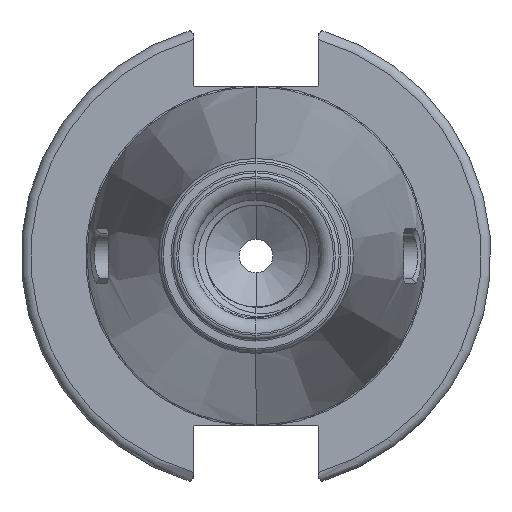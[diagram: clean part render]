
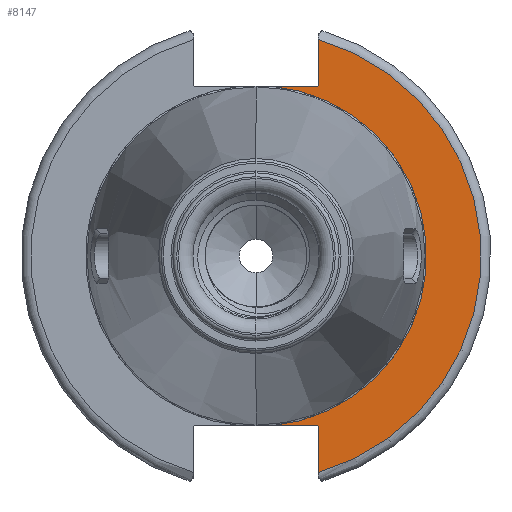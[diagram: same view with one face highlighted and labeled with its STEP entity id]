
A CAD part, left-side view. The second image highlights one B-rep face of the part: STEP entity #8147.
In plain terms, the highlighted planar face has unit normal (-1, 0, 0).
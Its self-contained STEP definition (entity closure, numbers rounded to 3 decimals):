
#554 = LINE ( 'NONE', #555, #5356 ) ;
#555 = CARTESIAN_POINT ( 'NONE',  ( -6., 35.327, 35.2 ) ) ;
#556 = DIRECTION ( 'NONE',  ( 0., 1., 0. ) ) ;
#565 = CARTESIAN_POINT ( 'NONE',  ( -6., 0., 0. ) ) ;
#566 = DIRECTION ( 'NONE',  ( -1., 0., 0. ) ) ;
#567 = DIRECTION ( 'NONE',  ( 0., 0., -1. ) ) ;
#731 = EDGE_LOOP ( 'NONE', ( #7980, #7882, #7893, #7886, #7921, #7923, #7915, #7875 ) ) ;
#1601 = AXIS2_PLACEMENT_3D ( 'NONE', #2771, #2772, #2773 ) ;
#1695 = CARTESIAN_POINT ( 'NONE',  ( -6., -12.785, 35.3 ) ) ;
#1696 = DIRECTION ( 'NONE',  ( 1., 0., 0. ) ) ;
#1697 = DIRECTION ( 'NONE',  ( 0., 0., -1. ) ) ;
#1770 = VERTEX_POINT ( 'NONE', #7510 ) ;
#1771 = VERTEX_POINT ( 'NONE', #7511 ) ;
#1774 = VERTEX_POINT ( 'NONE', #7514 ) ;
#1777 = VERTEX_POINT ( 'NONE', #7517 ) ;
#2137 = CARTESIAN_POINT ( 'NONE',  ( -6., -2.994, 35.2 ) ) ;
#2155 = CARTESIAN_POINT ( 'NONE',  ( -6., -2.994, -35.2 ) ) ;
#2198 = LINE ( 'NONE', #2199, #8724 ) ;
#2199 = CARTESIAN_POINT ( 'NONE',  ( -6., -12.885, 0. ) ) ;
#2200 = DIRECTION ( 'NONE',  ( 0., 0., -1. ) ) ;
#2282 = VECTOR ( 'NONE', #5557, 1000. ) ;
#2771 = CARTESIAN_POINT ( 'NONE',  ( -6., 0., 0. ) ) ;
#2772 = DIRECTION ( 'NONE',  ( -1., 0., 0. ) ) ;
#2773 = DIRECTION ( 'NONE',  ( 0., 0., 1. ) ) ;
#3176 = PLANE ( 'NONE',  #7806 ) ;
#3177 = CARTESIAN_POINT ( 'NONE',  ( -6., 35.327, 0. ) ) ;
#3178 = DIRECTION ( 'NONE',  ( 1., 0., 0. ) ) ;
#3179 = DIRECTION ( 'NONE',  ( 0., 0., -1. ) ) ;
#3552 = AXIS2_PLACEMENT_3D ( 'NONE', #1695, #1696, #1697 ) ;
#4013 = VERTEX_POINT ( 'NONE', #2137 ) ;
#4034 = VERTEX_POINT ( 'NONE', #2155 ) ;
#4058 = CARTESIAN_POINT ( 'NONE',  ( -6., -12.885, 35.3 ) ) ;
#4069 = CARTESIAN_POINT ( 'NONE',  ( -6., -12.785, 35.2 ) ) ;
#4190 = VECTOR ( 'NONE', #6756, 1000. ) ;
#5356 = VECTOR ( 'NONE', #556, 1000. ) ;
#5555 = LINE ( 'NONE', #5556, #2282 ) ;
#5556 = CARTESIAN_POINT ( 'NONE',  ( -6., -12.885, 0. ) ) ;
#5557 = DIRECTION ( 'NONE',  ( 0., 0., -1. ) ) ;
#5744 = EDGE_CURVE ( 'NONE', #1771, #1774, #2198, .T. ) ;
#5826 = EDGE_CURVE ( 'NONE', #7879, #7940, #8382, .T. ) ;
#5871 = EDGE_CURVE ( 'NONE', #7940, #4013, #554, .T. ) ;
#5876 = EDGE_CURVE ( 'NONE', #1774, #1770, #8383, .T. ) ;
#5931 = EDGE_CURVE ( 'NONE', #1777, #1771, #8393, .T. ) ;
#5987 = EDGE_CURVE ( 'NONE', #4034, #1777, #6754, .T. ) ;
#6040 = EDGE_CURVE ( 'NONE', #1770, #7879, #5555, .T. ) ;
#6255 = CARTESIAN_POINT ( 'NONE',  ( -6., -12.785, -35.3 ) ) ;
#6257 = DIRECTION ( 'NONE',  ( 1., 0., 0. ) ) ;
#6258 = DIRECTION ( 'NONE',  ( 0., 0., -1. ) ) ;
#6754 = LINE ( 'NONE', #6755, #4190 ) ;
#6755 = CARTESIAN_POINT ( 'NONE',  ( -6., 35.327, -35.2 ) ) ;
#6756 = DIRECTION ( 'NONE',  ( 0., -1., 0. ) ) ;
#7075 = AXIS2_PLACEMENT_3D ( 'NONE', #6255, #6257, #6258 ) ;
#7092 = AXIS2_PLACEMENT_3D ( 'NONE', #565, #566, #567 ) ;
#7510 = CARTESIAN_POINT ( 'NONE',  ( -6., -12.885, 44.835 ) ) ;
#7511 = CARTESIAN_POINT ( 'NONE',  ( -6., -12.885, -35.3 ) ) ;
#7514 = CARTESIAN_POINT ( 'NONE',  ( -6., -12.885, -44.835 ) ) ;
#7517 = CARTESIAN_POINT ( 'NONE',  ( -6., -12.785, -35.2 ) ) ;
#7806 = AXIS2_PLACEMENT_3D ( 'NONE', #3177, #3178, #3179 ) ;
#7830 = FACE_OUTER_BOUND ( 'NONE', #731, .T. ) ;
#7875 = ORIENTED_EDGE ( 'NONE', *, *, #5987, .T. ) ;
#7879 = VERTEX_POINT ( 'NONE', #4058 ) ;
#7882 = ORIENTED_EDGE ( 'NONE', *, *, #5744, .T. ) ;
#7886 = ORIENTED_EDGE ( 'NONE', *, *, #6040, .T. ) ;
#7893 = ORIENTED_EDGE ( 'NONE', *, *, #5876, .T. ) ;
#7915 = ORIENTED_EDGE ( 'NONE', *, *, #8244, .F. ) ;
#7921 = ORIENTED_EDGE ( 'NONE', *, *, #5826, .T. ) ;
#7923 = ORIENTED_EDGE ( 'NONE', *, *, #5871, .T. ) ;
#7940 = VERTEX_POINT ( 'NONE', #4069 ) ;
#7980 = ORIENTED_EDGE ( 'NONE', *, *, #5931, .T. ) ;
#8147 = ADVANCED_FACE ( 'NONE', ( #7830 ), #3176, .F. ) ;
#8244 = EDGE_CURVE ( 'NONE', #4034, #4013, #8653, .T. ) ;
#8382 = CIRCLE ( 'NONE', #3552, 0.1 ) ;
#8383 = CIRCLE ( 'NONE', #7092, 46.65 ) ;
#8393 = CIRCLE ( 'NONE', #7075, 0.1 ) ;
#8653 = CIRCLE ( 'NONE', #1601, 35.327 ) ;
#8724 = VECTOR ( 'NONE', #2200, 1000. ) ;
